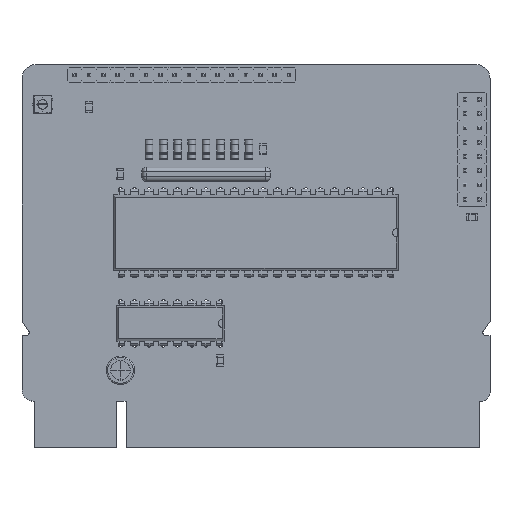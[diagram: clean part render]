
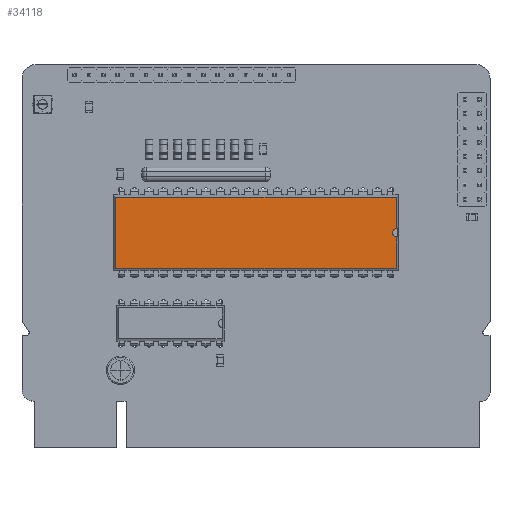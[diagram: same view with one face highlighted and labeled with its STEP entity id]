
A CAD part, top view. The second image highlights one B-rep face of the part: STEP entity #34118.
In plain terms, the highlighted planar face has unit normal (0, 0, 1).
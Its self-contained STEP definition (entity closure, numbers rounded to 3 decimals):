
#25694 = VERTEX_POINT('',#25695);
#25695 = CARTESIAN_POINT('',(13.952,0.871,3.68));
#25700 = EDGE_CURVE('',#25701,#25694,#25703,.T.);
#25701 = VERTEX_POINT('',#25702);
#25702 = CARTESIAN_POINT('',(13.952,-49.131,3.68));
#25703 = LINE('',#25704,#25705);
#25704 = CARTESIAN_POINT('',(13.952,-49.131,3.68));
#25705 = VECTOR('',#25706,1.);
#25706 = DIRECTION('',(0.,1.,0.));
#29660 = VERTEX_POINT('',#29661);
#29661 = CARTESIAN_POINT('',(1.288,0.871,3.68));
#29666 = EDGE_CURVE('',#29667,#29660,#29669,.T.);
#29667 = VERTEX_POINT('',#29668);
#29668 = CARTESIAN_POINT('',(6.874,0.871,3.68));
#29669 = LINE('',#29670,#29671);
#29670 = CARTESIAN_POINT('',(13.952,0.871,3.68));
#29671 = VECTOR('',#29672,1.);
#29672 = DIRECTION('',(-1.,0.,0.));
#29887 = VERTEX_POINT('',#29888);
#29888 = CARTESIAN_POINT('',(8.366,0.871,3.68));
#29992 = EDGE_CURVE('',#25694,#29887,#29993,.T.);
#29993 = LINE('',#29994,#29995);
#29994 = CARTESIAN_POINT('',(13.952,0.871,3.68));
#29995 = VECTOR('',#29996,1.);
#29996 = DIRECTION('',(-1.,0.,0.));
#30148 = VERTEX_POINT('',#30149);
#30149 = CARTESIAN_POINT('',(1.288,-49.131,3.68));
#30154 = EDGE_CURVE('',#29660,#30148,#30155,.T.);
#30155 = LINE('',#30156,#30157);
#30156 = CARTESIAN_POINT('',(1.288,0.871,3.68));
#30157 = VECTOR('',#30158,1.);
#30158 = DIRECTION('',(0.,-1.,0.));
#34107 = EDGE_CURVE('',#30148,#25701,#34108,.T.);
#34108 = LINE('',#34109,#34110);
#34109 = CARTESIAN_POINT('',(1.288,-49.131,3.68));
#34110 = VECTOR('',#34111,1.);
#34111 = DIRECTION('',(1.,0.,0.));
#34118 = ADVANCED_FACE('',(#34119),#34142,.F.);
#34119 = FACE_BOUND('',#34120,.F.);
#34120 = EDGE_LOOP('',(#34121,#34122,#34123,#34124,#34125,#34134,#34141)
  );
#34121 = ORIENTED_EDGE('',*,*,#25700,.F.);
#34122 = ORIENTED_EDGE('',*,*,#34107,.F.);
#34123 = ORIENTED_EDGE('',*,*,#30154,.F.);
#34124 = ORIENTED_EDGE('',*,*,#29666,.F.);
#34125 = ORIENTED_EDGE('',*,*,#34126,.F.);
#34126 = EDGE_CURVE('',#34127,#29667,#34129,.T.);
#34127 = VERTEX_POINT('',#34128);
#34128 = CARTESIAN_POINT('',(7.62,0.196,3.68));
#34129 = CIRCLE('',#34130,0.75);
#34130 = AXIS2_PLACEMENT_3D('',#34131,#34132,#34133);
#34131 = CARTESIAN_POINT('',(7.62,0.946,3.68));
#34132 = DIRECTION('',(0.,-0.,-1.));
#34133 = DIRECTION('',(0.,-1.,0.));
#34134 = ORIENTED_EDGE('',*,*,#34135,.F.);
#34135 = EDGE_CURVE('',#29887,#34127,#34136,.T.);
#34136 = CIRCLE('',#34137,0.75);
#34137 = AXIS2_PLACEMENT_3D('',#34138,#34139,#34140);
#34138 = CARTESIAN_POINT('',(7.62,0.946,3.68));
#34139 = DIRECTION('',(0.,-0.,-1.));
#34140 = DIRECTION('',(0.,-1.,0.));
#34141 = ORIENTED_EDGE('',*,*,#29992,.F.);
#34142 = PLANE('',#34143);
#34143 = AXIS2_PLACEMENT_3D('',#34144,#34145,#34146);
#34144 = CARTESIAN_POINT('',(13.952,-49.131,3.68));
#34145 = DIRECTION('',(-0.,0.,-1.));
#34146 = DIRECTION('',(-0.246,0.969,0.));
